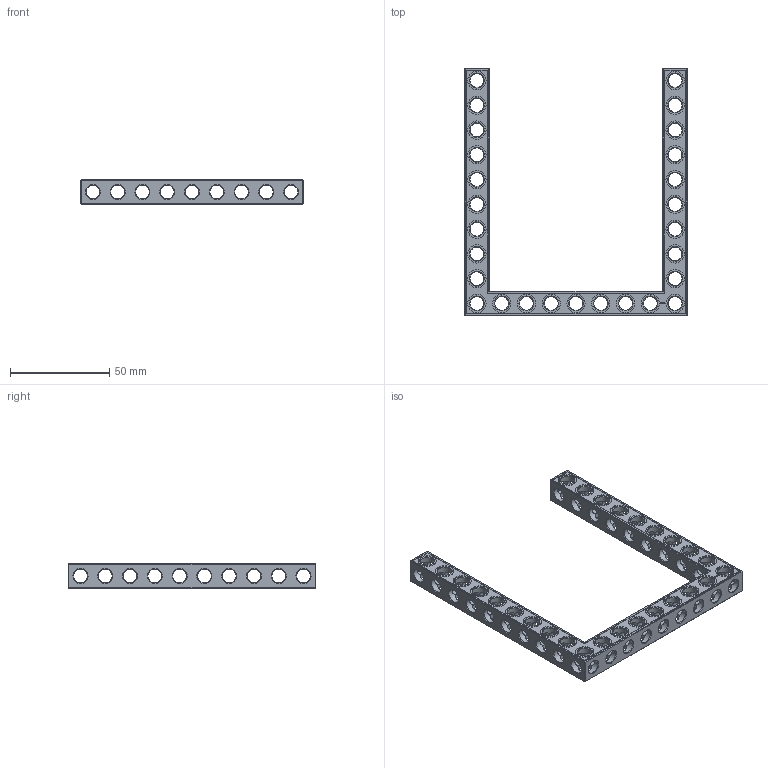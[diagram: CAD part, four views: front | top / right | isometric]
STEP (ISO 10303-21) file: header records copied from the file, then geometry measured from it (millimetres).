
FILE_DESCRIPTION(('FreeCAD Model'),'2;1');
FILE_NAME('Open CASCADE Shape Model','2022-02-23T22:28:03',( 'Paulo Kiefe'),('STEMFIE.org'),'Open CASCADE STEP processor 7.5', 'FreeCAD','Unknown');
FILE_SCHEMA(('AUTOMOTIVE_DESIGN { 1 0 10303 214 1 1 1 1 }'));
Products named in the file (1): Beam AGD ESS USH SYM BU09x10x01 - SPN-BEM-0431 (stemfie.org)
Bounding box: 112.5 x 125 x 12.5 mm (x, y, z)
Volume: 26383 mm3; surface area: 23618.9 mm2
Topology: 1 solids, 1 shells, 826 faces, 2470 edges, 1598 vertices
Faces by surface type: plane 415, cylinder 163, extrusion 138, cone 110
Full cylindrical faces by diameter (mm): 6.98 x22, 7 x114, 9.2 x27
Entity records: 155448 total; most frequent: CARTESIAN_POINT 109039, DIRECTION 7570, VECTOR 4967, ORIENTED_EDGE 4940, PCURVE 4940, DEFINITIONAL_REPRESENTATION 4940, LINE 4829, EDGE_CURVE 2470
